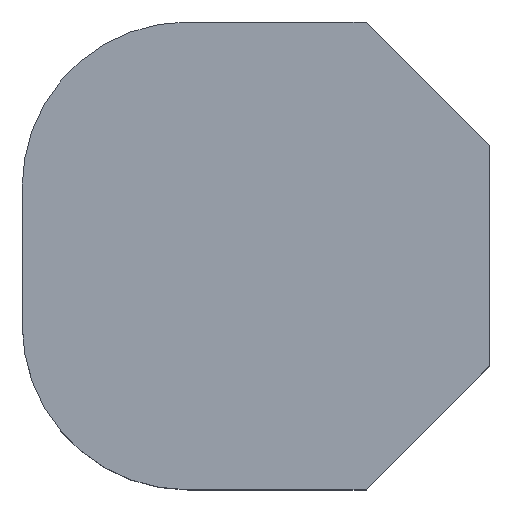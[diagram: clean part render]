
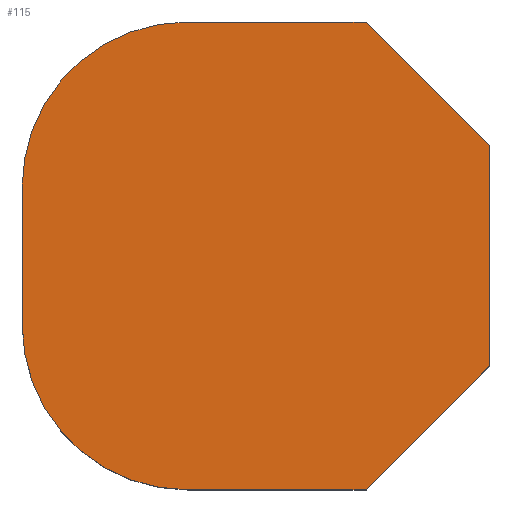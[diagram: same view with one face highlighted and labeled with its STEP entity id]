
A CAD part, top view. The second image highlights one B-rep face of the part: STEP entity #115.
In plain terms, the highlighted planar face has unit normal (0, 0, 1).
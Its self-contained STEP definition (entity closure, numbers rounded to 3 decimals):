
#115=ADVANCED_FACE('',(#133),#125,.T.);
#125=PLANE('',#290);
#133=FACE_OUTER_BOUND('',#143,.T.);
#143=EDGE_LOOP('',(#164,#165,#166,#167,#168,#169,#170,#171));
#154=CIRCLE('',#288,0.06);
#155=CIRCLE('',#289,0.06);
#164=ORIENTED_EDGE('',*,*,#228,.F.);
#165=ORIENTED_EDGE('',*,*,#229,.T.);
#166=ORIENTED_EDGE('',*,*,#230,.F.);
#167=ORIENTED_EDGE('',*,*,#231,.T.);
#168=ORIENTED_EDGE('',*,*,#232,.F.);
#169=ORIENTED_EDGE('',*,*,#233,.T.);
#170=ORIENTED_EDGE('',*,*,#234,.F.);
#171=ORIENTED_EDGE('',*,*,#235,.T.);
#212=VERTEX_POINT('',#368);
#213=VERTEX_POINT('',#369);
#214=VERTEX_POINT('',#371);
#215=VERTEX_POINT('',#373);
#216=VERTEX_POINT('',#375);
#217=VERTEX_POINT('',#377);
#218=VERTEX_POINT('',#379);
#219=VERTEX_POINT('',#381);
#228=EDGE_CURVE('',#212,#213,#250,.T.);
#229=EDGE_CURVE('',#212,#214,#251,.T.);
#230=EDGE_CURVE('',#215,#214,#252,.T.);
#231=EDGE_CURVE('',#215,#216,#154,.T.);
#232=EDGE_CURVE('',#217,#216,#253,.T.);
#233=EDGE_CURVE('',#217,#218,#155,.T.);
#234=EDGE_CURVE('',#219,#218,#254,.T.);
#235=EDGE_CURVE('',#219,#213,#255,.T.);
#250=LINE('',#367,#270);
#251=LINE('',#370,#271);
#252=LINE('',#372,#272);
#253=LINE('',#376,#273);
#254=LINE('',#380,#274);
#255=LINE('',#382,#275);
#270=VECTOR('',#313,1.);
#271=VECTOR('',#314,1.);
#272=VECTOR('',#315,1.);
#273=VECTOR('',#318,1.);
#274=VECTOR('',#321,1.);
#275=VECTOR('',#322,1.);
#288=AXIS2_PLACEMENT_3D('',#374,#316,#317);
#289=AXIS2_PLACEMENT_3D('',#378,#319,#320);
#290=AXIS2_PLACEMENT_3D('',#383,#323,#324);
#313=DIRECTION('',(0.,-1.,0.));
#314=DIRECTION('',(-0.707,0.707,0.));
#315=DIRECTION('',(1.,0.,0.));
#316=DIRECTION('',(0.,0.,1.));
#317=DIRECTION('',(1.,0.,0.));
#318=DIRECTION('',(0.,1.,0.));
#319=DIRECTION('',(0.,0.,1.));
#320=DIRECTION('',(1.,0.,0.));
#321=DIRECTION('',(-1.,0.,0.));
#322=DIRECTION('',(0.707,0.707,0.));
#323=DIRECTION('',(0.,0.,1.));
#324=DIRECTION('',(1.,0.,0.));
#367=CARTESIAN_POINT('',(0.585,0.25,0.25));
#368=CARTESIAN_POINT('',(0.585,0.29,0.25));
#369=CARTESIAN_POINT('',(0.585,0.21,0.25));
#370=CARTESIAN_POINT('',(0.563,0.313,0.25));
#371=CARTESIAN_POINT('',(0.54,0.335,0.25));
#372=CARTESIAN_POINT('',(0.5,0.335,0.25));
#373=CARTESIAN_POINT('',(0.475,0.335,0.25));
#374=CARTESIAN_POINT('',(0.475,0.275,0.25));
#375=CARTESIAN_POINT('',(0.415,0.275,0.25));
#376=CARTESIAN_POINT('',(0.415,0.25,0.25));
#377=CARTESIAN_POINT('',(0.415,0.225,0.25));
#378=CARTESIAN_POINT('',(0.475,0.225,0.25));
#379=CARTESIAN_POINT('',(0.475,0.165,0.25));
#380=CARTESIAN_POINT('',(0.5,0.165,0.25));
#381=CARTESIAN_POINT('',(0.54,0.165,0.25));
#382=CARTESIAN_POINT('',(0.563,0.188,0.25));
#383=CARTESIAN_POINT('',(0.5,0.25,0.25));
